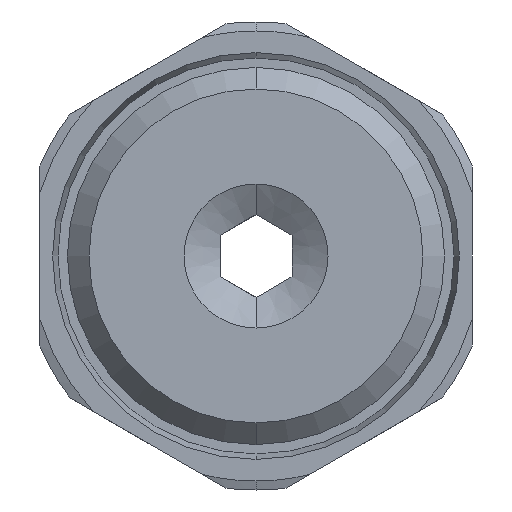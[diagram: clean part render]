
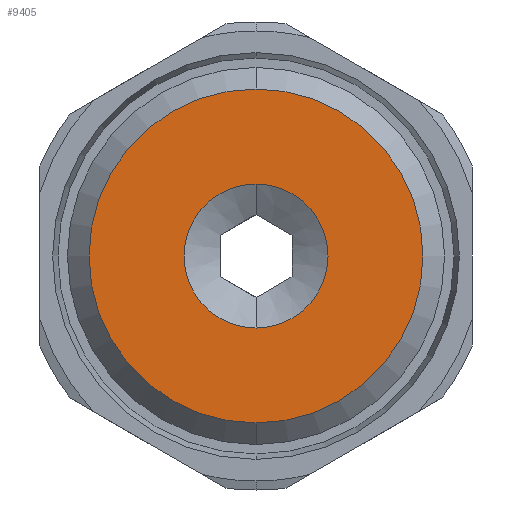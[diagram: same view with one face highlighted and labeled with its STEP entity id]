
A CAD part, left-side view. The second image highlights one B-rep face of the part: STEP entity #9405.
In plain terms, the highlighted planar face has unit normal (-1, 0, 0).
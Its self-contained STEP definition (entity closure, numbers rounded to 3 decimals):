
#563=CARTESIAN_POINT('',(-5.75,0.,-9.391));
#564=VERTEX_POINT('',#563);
#571=CARTESIAN_POINT('',(-5.75,0.,9.163));
#572=VERTEX_POINT('',#571);
#573=CARTESIAN_POINT('',(-5.75,0.,-0.114));
#574=DIRECTION('',(1.0,0.0,0.0));
#575=DIRECTION('',(0.0,0.0,-1.0));
#576=AXIS2_PLACEMENT_3D('',#573,#574,#575);
#577=CIRCLE('',#576,9.277);
#578=EDGE_CURVE('',#564,#572,#577,.T.);
#745=CARTESIAN_POINT('',(-5.75,0.0,3.886));
#746=VERTEX_POINT('',#745);
#798=CARTESIAN_POINT('',(-5.75,0.,-4.114));
#799=VERTEX_POINT('',#798);
#806=CARTESIAN_POINT('',(-5.75,0.0,-0.114));
#807=DIRECTION('',(1.0,0.0,0.0));
#808=DIRECTION('',(0.0,0.0,1.0));
#809=AXIS2_PLACEMENT_3D('',#806,#807,#808);
#810=CIRCLE('',#809,4.);
#811=EDGE_CURVE('',#746,#799,#810,.T.);
#8625=CARTESIAN_POINT('',(-5.75,0.0,-0.114));
#8626=DIRECTION('',(1.0,0.0,0.0));
#8627=DIRECTION('',(0.0,0.0,1.0));
#8628=AXIS2_PLACEMENT_3D('',#8625,#8626,#8627);
#8629=CIRCLE('',#8628,4.);
#8630=EDGE_CURVE('',#799,#746,#8629,.T.);
#9370=CARTESIAN_POINT('',(-5.75,0.,-0.114));
#9371=DIRECTION('',(1.0,0.0,0.0));
#9372=DIRECTION('',(0.0,0.0,-1.0));
#9373=AXIS2_PLACEMENT_3D('',#9370,#9371,#9372);
#9374=CIRCLE('',#9373,9.277);
#9375=EDGE_CURVE('',#572,#564,#9374,.T.);
#9392=CARTESIAN_POINT('',(-5.75,0.,5.125));
#9393=DIRECTION('',(-1.0,0.0,0.0));
#9394=DIRECTION('',(0.0,0.0,1.0));
#9395=AXIS2_PLACEMENT_3D('',#9392,#9393,#9394);
#9396=PLANE('',#9395);
#9397=ORIENTED_EDGE('',*,*,#9375,.F.);
#9398=ORIENTED_EDGE('',*,*,#578,.F.);
#9399=EDGE_LOOP('',(#9397,#9398));
#9400=FACE_OUTER_BOUND('',#9399,.T.);
#9401=ORIENTED_EDGE('',*,*,#811,.T.);
#9402=ORIENTED_EDGE('',*,*,#8630,.T.);
#9403=EDGE_LOOP('',(#9401,#9402));
#9404=FACE_BOUND('',#9403,.T.);
#9405=ADVANCED_FACE('',(#9400,#9404),#9396,.T.);
